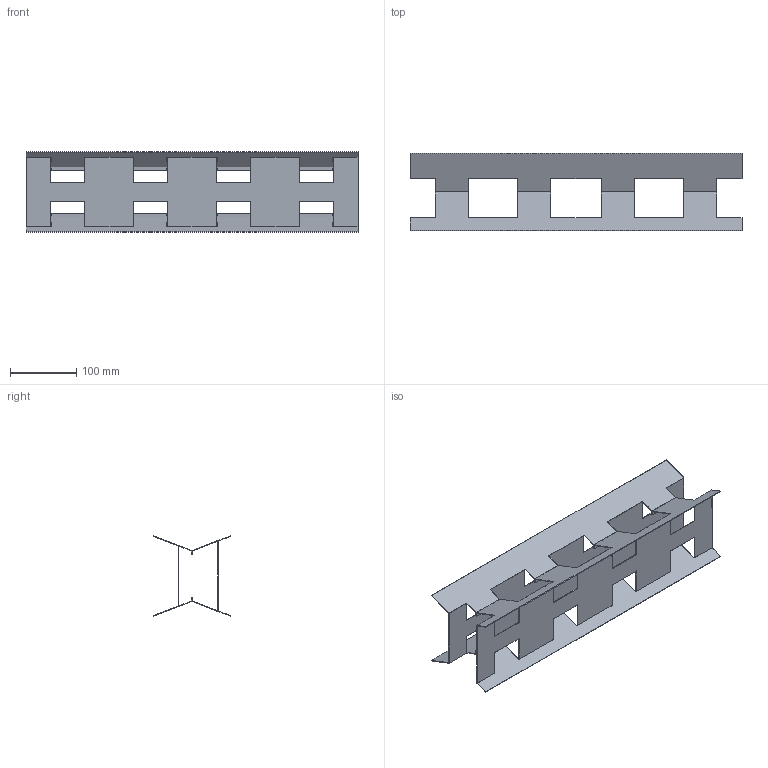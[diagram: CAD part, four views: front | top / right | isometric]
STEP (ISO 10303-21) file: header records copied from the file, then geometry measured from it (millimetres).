
FILE_DESCRIPTION(('HOOPS Exchange Step'),'2;1');
FILE_NAME('temp_export','2024-06-26T04:17:12-07:00',('e'),('Shapr3D Limited'),'HOOPS Exchange 2024.2','Shapr3D','Authorized');
FILE_SCHEMA( ('AUTOMOTIVE_DESIGN { 1 0 10303 214 1 1 1 1 }') );
Length unit declared in the file: millimetre
Products named in the file (1): root
Bounding box: 500 x 116.12 x 121 mm (x, y, z)
Volume: 159986.1 mm3; surface area: 326542.6 mm2
Topology: 2 solids, 2 shells, 148 faces, 528 edges, 352 vertices
Faces by surface type: plane 148
Entity records: 5619 total; most frequent: ORIENTED_EDGE 1056, CARTESIAN_POINT 1029, DIRECTION 826, VECTOR 528, LINE 528, EDGE_CURVE 528, VERTEX_POINT 352, AXIS2_PLACEMENT_3D 149
